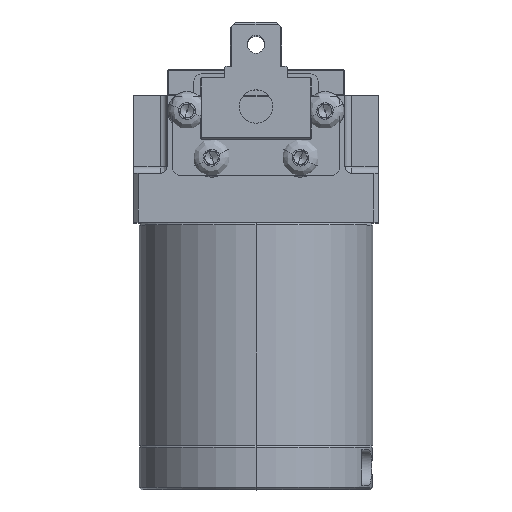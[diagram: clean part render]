
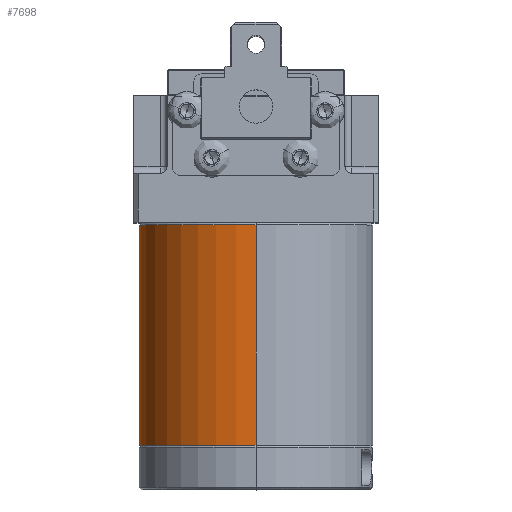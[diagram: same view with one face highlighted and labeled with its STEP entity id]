
A CAD part, top view. The second image highlights one B-rep face of the part: STEP entity #7698.
In plain terms, the highlighted cylindrical face has radius 52.5 mm (diameter 105 mm), a partial arc.
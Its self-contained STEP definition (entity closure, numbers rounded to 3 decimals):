
#231 = CARTESIAN_POINT ( 'NONE',  ( 0., 99., 52.5 ) ) ;
#676 = DIRECTION ( 'NONE',  ( 0., 0., -1. ) ) ;
#1127 = VERTEX_POINT ( 'NONE', #21107 ) ;
#1304 = DIRECTION ( 'NONE',  ( 0., -1., 0. ) ) ;
#1536 = VERTEX_POINT ( 'NONE', #13824 ) ;
#1597 = EDGE_CURVE ( 'NONE', #13546, #4182, #7887, .T. ) ;
#2692 = EDGE_LOOP ( 'NONE', ( #12518, #22434, #22306, #12125 ) ) ;
#3548 = AXIS2_PLACEMENT_3D ( 'NONE', #14187, #14113, #13966 ) ;
#4182 = VERTEX_POINT ( 'NONE', #231 ) ;
#5246 = AXIS2_PLACEMENT_3D ( 'NONE', #9346, #21465, #676 ) ;
#5287 = LINE ( 'NONE', #8534, #14542 ) ;
#5976 = CARTESIAN_POINT ( 'NONE',  ( 0., 0., 0. ) ) ;
#6173 = CIRCLE ( 'NONE', #11252, 52.5 ) ;
#6520 = CYLINDRICAL_SURFACE ( 'NONE', #5246, 52.5 ) ;
#6803 = DIRECTION ( 'NONE',  ( 0., -1., 0. ) ) ;
#7056 = FACE_OUTER_BOUND ( 'NONE', #2692, .T. ) ;
#7062 = LINE ( 'NONE', #13451, #15719 ) ;
#7698 = ADVANCED_FACE ( 'NONE', ( #7056 ), #6520, .T. ) ;
#7727 = DIRECTION ( 'NONE',  ( 0., 0., -1. ) ) ;
#7887 = CIRCLE ( 'NONE', #3548, 52.5 ) ;
#8534 = CARTESIAN_POINT ( 'NONE',  ( 0., 0., -52.5 ) ) ;
#9346 = CARTESIAN_POINT ( 'NONE',  ( 0., 0., 0. ) ) ;
#9951 = EDGE_CURVE ( 'NONE', #4182, #1127, #7062, .T. ) ;
#11252 = AXIS2_PLACEMENT_3D ( 'NONE', #5976, #18114, #7727 ) ;
#11337 = CARTESIAN_POINT ( 'NONE',  ( 0., 99., -52.5 ) ) ;
#11820 = EDGE_CURVE ( 'NONE', #1127, #1536, #6173, .T. ) ;
#12125 = ORIENTED_EDGE ( 'NONE', *, *, #13175, .F. ) ;
#12518 = ORIENTED_EDGE ( 'NONE', *, *, #1597, .T. ) ;
#13175 = EDGE_CURVE ( 'NONE', #13546, #1536, #5287, .T. ) ;
#13451 = CARTESIAN_POINT ( 'NONE',  ( 0., 0., 52.5 ) ) ;
#13546 = VERTEX_POINT ( 'NONE', #11337 ) ;
#13824 = CARTESIAN_POINT ( 'NONE',  ( 0., 0., -52.5 ) ) ;
#13966 = DIRECTION ( 'NONE',  ( 0., 0., -1. ) ) ;
#14113 = DIRECTION ( 'NONE',  ( 0., -1., 0. ) ) ;
#14187 = CARTESIAN_POINT ( 'NONE',  ( 0., 99., 0. ) ) ;
#14542 = VECTOR ( 'NONE', #6803, 1000. ) ;
#15719 = VECTOR ( 'NONE', #1304, 1000. ) ;
#18114 = DIRECTION ( 'NONE',  ( 0., 1., 0. ) ) ;
#21107 = CARTESIAN_POINT ( 'NONE',  ( 0., 0., 52.5 ) ) ;
#21465 = DIRECTION ( 'NONE',  ( 0., -1., 0. ) ) ;
#22306 = ORIENTED_EDGE ( 'NONE', *, *, #11820, .T. ) ;
#22434 = ORIENTED_EDGE ( 'NONE', *, *, #9951, .T. ) ;
